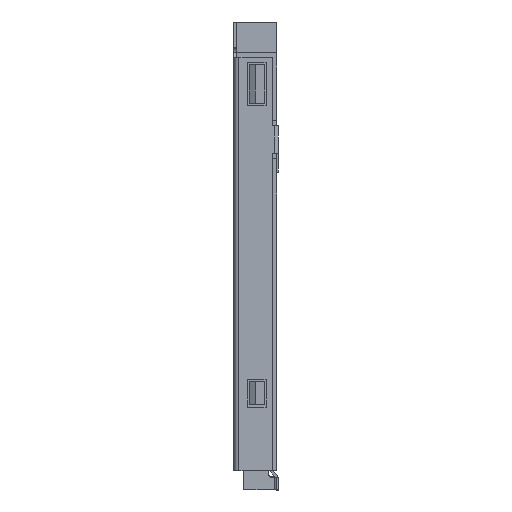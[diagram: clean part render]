
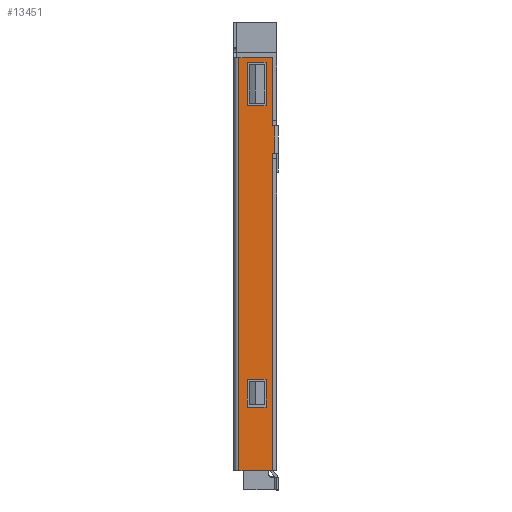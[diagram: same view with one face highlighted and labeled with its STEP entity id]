
A CAD part, left-side view. The second image highlights one B-rep face of the part: STEP entity #13451.
In plain terms, the highlighted planar face has unit normal (-1, 0, 0).
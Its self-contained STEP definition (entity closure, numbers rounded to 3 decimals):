
#50 = CARTESIAN_POINT ( 'NONE',  ( -14.2, 0.15, 20.5 ) ) ;
#507 = CARTESIAN_POINT ( 'NONE',  ( -14.2, 2.45, 26.7 ) ) ;
#690 = ORIENTED_EDGE ( 'NONE', *, *, #1813, .T. ) ;
#833 = EDGE_CURVE ( 'NONE', #3236, #8146, #12218, .T. ) ;
#979 = EDGE_CURVE ( 'NONE', #7015, #2643, #5926, .T. ) ;
#1174 = ORIENTED_EDGE ( 'NONE', *, *, #833, .F. ) ;
#1290 = CARTESIAN_POINT ( 'NONE',  ( -14.2, 0.15, 20.5 ) ) ;
#1312 = VECTOR ( 'NONE', #12941, 1000. ) ;
#1364 = FACE_OUTER_BOUND ( 'NONE', #4756, .T. ) ;
#1381 = EDGE_CURVE ( 'NONE', #10524, #5143, #13706, .T. ) ;
#1456 = VECTOR ( 'NONE', #2324, 1000. ) ;
#1541 = DIRECTION ( 'NONE',  ( 0., 0., 1. ) ) ;
#1542 = LINE ( 'NONE', #507, #6168 ) ;
#1654 = LINE ( 'NONE', #13836, #13942 ) ;
#1813 = EDGE_CURVE ( 'NONE', #7415, #13487, #2774, .T. ) ;
#1881 = CARTESIAN_POINT ( 'NONE',  ( -14.2, 1.9, 4.1 ) ) ;
#1894 = VECTOR ( 'NONE', #7214, 1000. ) ;
#2192 = LINE ( 'NONE', #1881, #3941 ) ;
#2324 = DIRECTION ( 'NONE',  ( 0., 1., 0. ) ) ;
#2596 = DIRECTION ( 'NONE',  ( 0., 0., 1. ) ) ;
#2643 = VERTEX_POINT ( 'NONE', #11413 ) ;
#2774 = LINE ( 'NONE', #5321, #5802 ) ;
#2920 = FACE_BOUND ( 'NONE', #15591, .T. ) ;
#3211 = VERTEX_POINT ( 'NONE', #3393 ) ;
#3236 = VERTEX_POINT ( 'NONE', #3317 ) ;
#3317 = CARTESIAN_POINT ( 'NONE',  ( -14.2, 0.3, 0. ) ) ;
#3393 = CARTESIAN_POINT ( 'NONE',  ( -14.2, 0.15, 20.5 ) ) ;
#3461 = CARTESIAN_POINT ( 'NONE',  ( -14.2, 0.3, 0. ) ) ;
#3551 = LINE ( 'NONE', #50, #11807 ) ;
#3609 = VERTEX_POINT ( 'NONE', #9439 ) ;
#3817 = DIRECTION ( 'NONE',  ( 0., 1., 0. ) ) ;
#3913 = CARTESIAN_POINT ( 'NONE',  ( -14.2, 0.7, 5.9 ) ) ;
#3932 = EDGE_CURVE ( 'NONE', #11274, #8146, #1542, .T. ) ;
#3941 = VECTOR ( 'NONE', #11673, 1000. ) ;
#4113 = VERTEX_POINT ( 'NONE', #12255 ) ;
#4145 = ORIENTED_EDGE ( 'NONE', *, *, #7188, .F. ) ;
#4155 = CARTESIAN_POINT ( 'NONE',  ( -14.2, 1.9, 23.6 ) ) ;
#4177 = VECTOR ( 'NONE', #8853, 1000. ) ;
#4238 = VECTOR ( 'NONE', #1541, 1000. ) ;
#4278 = CARTESIAN_POINT ( 'NONE',  ( -14.2, 0.7, 23.6 ) ) ;
#4287 = VERTEX_POINT ( 'NONE', #8378 ) ;
#4405 = LINE ( 'NONE', #9274, #13927 ) ;
#4574 = DIRECTION ( 'NONE',  ( 0., -1., 0. ) ) ;
#4713 = VERTEX_POINT ( 'NONE', #15359 ) ;
#4756 = EDGE_LOOP ( 'NONE', ( #7060, #15160, #1174, #9885, #4145, #11275, #8103, #9125 ) ) ;
#5037 = EDGE_CURVE ( 'NONE', #2643, #7511, #1654, .T. ) ;
#5143 = VERTEX_POINT ( 'NONE', #8020 ) ;
#5321 = CARTESIAN_POINT ( 'NONE',  ( -14.2, 0.7, 26.4 ) ) ;
#5393 = DIRECTION ( 'NONE',  ( 0., -1., 0. ) ) ;
#5791 = CARTESIAN_POINT ( 'NONE',  ( -14.2, 1.9, 4.1 ) ) ;
#5802 = VECTOR ( 'NONE', #7867, 1000. ) ;
#5926 = LINE ( 'NONE', #14299, #10793 ) ;
#6168 = VECTOR ( 'NONE', #7588, 1000. ) ;
#6251 = EDGE_CURVE ( 'NONE', #11274, #10524, #7703, .T. ) ;
#6941 = EDGE_CURVE ( 'NONE', #4113, #11517, #11173, .T. ) ;
#6972 = ORIENTED_EDGE ( 'NONE', *, *, #6941, .T. ) ;
#7015 = VERTEX_POINT ( 'NONE', #3913 ) ;
#7060 = ORIENTED_EDGE ( 'NONE', *, *, #6251, .F. ) ;
#7188 = EDGE_CURVE ( 'NONE', #3211, #3609, #14506, .T. ) ;
#7214 = DIRECTION ( 'NONE',  ( 0., 0., 1. ) ) ;
#7415 = VERTEX_POINT ( 'NONE', #13619 ) ;
#7511 = VERTEX_POINT ( 'NONE', #5791 ) ;
#7588 = DIRECTION ( 'NONE',  ( 0., 0., -1. ) ) ;
#7703 = LINE ( 'NONE', #10025, #14440 ) ;
#7721 = EDGE_CURVE ( 'NONE', #3211, #4713, #3551, .T. ) ;
#7771 = EDGE_CURVE ( 'NONE', #3236, #3609, #11037, .T. ) ;
#7867 = DIRECTION ( 'NONE',  ( 0., 0., -1. ) ) ;
#8020 = CARTESIAN_POINT ( 'NONE',  ( -14.2, 0.3, 22.3 ) ) ;
#8090 = LINE ( 'NONE', #14285, #1312 ) ;
#8103 = ORIENTED_EDGE ( 'NONE', *, *, #8852, .F. ) ;
#8146 = VERTEX_POINT ( 'NONE', #8671 ) ;
#8249 = CARTESIAN_POINT ( 'NONE',  ( -14.2, 2.45, 26.7 ) ) ;
#8378 = CARTESIAN_POINT ( 'NONE',  ( -14.2, 0.7, 4.1 ) ) ;
#8671 = CARTESIAN_POINT ( 'NONE',  ( -14.2, 2.45, 0. ) ) ;
#8687 = DIRECTION ( 'NONE',  ( 1., 0., 0. ) ) ;
#8802 = EDGE_CURVE ( 'NONE', #7511, #4287, #2192, .T. ) ;
#8852 = EDGE_CURVE ( 'NONE', #5143, #4713, #14058, .T. ) ;
#8853 = DIRECTION ( 'NONE',  ( 0., 0., -1. ) ) ;
#9125 = ORIENTED_EDGE ( 'NONE', *, *, #1381, .F. ) ;
#9191 = ORIENTED_EDGE ( 'NONE', *, *, #10352, .F. ) ;
#9255 = ORIENTED_EDGE ( 'NONE', *, *, #8802, .F. ) ;
#9274 = CARTESIAN_POINT ( 'NONE',  ( -14.2, 0.7, 23.6 ) ) ;
#9439 = CARTESIAN_POINT ( 'NONE',  ( -14.2, 0.3, 20.5 ) ) ;
#9475 = ORIENTED_EDGE ( 'NONE', *, *, #979, .F. ) ;
#9758 = DIRECTION ( 'NONE',  ( 0., 1., 0. ) ) ;
#9885 = ORIENTED_EDGE ( 'NONE', *, *, #7771, .T. ) ;
#9892 = PLANE ( 'NONE',  #10095 ) ;
#10025 = CARTESIAN_POINT ( 'NONE',  ( -14.2, 2.45, 26.7 ) ) ;
#10095 = AXIS2_PLACEMENT_3D ( 'NONE', #14740, #8687, #3817 ) ;
#10109 = VECTOR ( 'NONE', #13161, 1000. ) ;
#10352 = EDGE_CURVE ( 'NONE', #7415, #11517, #11657, .T. ) ;
#10524 = VERTEX_POINT ( 'NONE', #12266 ) ;
#10793 = VECTOR ( 'NONE', #10795, 1000. ) ;
#10795 = DIRECTION ( 'NONE',  ( 0., 1., 0. ) ) ;
#11037 = LINE ( 'NONE', #13266, #1894 ) ;
#11173 = LINE ( 'NONE', #4155, #4238 ) ;
#11274 = VERTEX_POINT ( 'NONE', #8249 ) ;
#11275 = ORIENTED_EDGE ( 'NONE', *, *, #7721, .T. ) ;
#11413 = CARTESIAN_POINT ( 'NONE',  ( -14.2, 1.9, 5.9 ) ) ;
#11517 = VERTEX_POINT ( 'NONE', #12768 ) ;
#11657 = LINE ( 'NONE', #15238, #10109 ) ;
#11673 = DIRECTION ( 'NONE',  ( 0., -1., 0. ) ) ;
#11807 = VECTOR ( 'NONE', #2596, 1000. ) ;
#12177 = ORIENTED_EDGE ( 'NONE', *, *, #5037, .F. ) ;
#12187 = FACE_BOUND ( 'NONE', #12917, .T. ) ;
#12218 = LINE ( 'NONE', #3461, #13579 ) ;
#12255 = CARTESIAN_POINT ( 'NONE',  ( -14.2, 1.9, 23.6 ) ) ;
#12266 = CARTESIAN_POINT ( 'NONE',  ( -14.2, 0.3, 26.7 ) ) ;
#12668 = EDGE_CURVE ( 'NONE', #13487, #4113, #4405, .T. ) ;
#12722 = DIRECTION ( 'NONE',  ( 0., 0., -1. ) ) ;
#12768 = CARTESIAN_POINT ( 'NONE',  ( -14.2, 1.9, 26.4 ) ) ;
#12850 = VECTOR ( 'NONE', #4574, 1000. ) ;
#12917 = EDGE_LOOP ( 'NONE', ( #690, #13794, #6972, #9191 ) ) ;
#12941 = DIRECTION ( 'NONE',  ( 0., 0., 1. ) ) ;
#13093 = CARTESIAN_POINT ( 'NONE',  ( -14.2, 0.3, 22.3 ) ) ;
#13161 = DIRECTION ( 'NONE',  ( 0., 1., 0. ) ) ;
#13266 = CARTESIAN_POINT ( 'NONE',  ( -14.2, 0.3, 0. ) ) ;
#13451 = ADVANCED_FACE ( 'NONE', ( #12187, #2920, #1364 ), #9892, .F. ) ;
#13487 = VERTEX_POINT ( 'NONE', #4278 ) ;
#13579 = VECTOR ( 'NONE', #9758, 1000. ) ;
#13619 = CARTESIAN_POINT ( 'NONE',  ( -14.2, 0.7, 26.4 ) ) ;
#13706 = LINE ( 'NONE', #13781, #4177 ) ;
#13781 = CARTESIAN_POINT ( 'NONE',  ( -14.2, 0.3, 26.7 ) ) ;
#13794 = ORIENTED_EDGE ( 'NONE', *, *, #12668, .T. ) ;
#13836 = CARTESIAN_POINT ( 'NONE',  ( -14.2, 1.9, 5.9 ) ) ;
#13843 = EDGE_CURVE ( 'NONE', #4287, #7015, #8090, .T. ) ;
#13927 = VECTOR ( 'NONE', #14049, 1000. ) ;
#13942 = VECTOR ( 'NONE', #12722, 1000. ) ;
#14049 = DIRECTION ( 'NONE',  ( 0., 1., 0. ) ) ;
#14058 = LINE ( 'NONE', #13093, #12850 ) ;
#14285 = CARTESIAN_POINT ( 'NONE',  ( -14.2, 0.7, 4.1 ) ) ;
#14299 = CARTESIAN_POINT ( 'NONE',  ( -14.2, 0.7, 5.9 ) ) ;
#14440 = VECTOR ( 'NONE', #5393, 1000. ) ;
#14506 = LINE ( 'NONE', #1290, #1456 ) ;
#14740 = CARTESIAN_POINT ( 'NONE',  ( -14.2, 1.375, 13.35 ) ) ;
#15160 = ORIENTED_EDGE ( 'NONE', *, *, #3932, .T. ) ;
#15238 = CARTESIAN_POINT ( 'NONE',  ( -14.2, 0.7, 26.4 ) ) ;
#15359 = CARTESIAN_POINT ( 'NONE',  ( -14.2, 0.15, 22.3 ) ) ;
#15440 = ORIENTED_EDGE ( 'NONE', *, *, #13843, .F. ) ;
#15591 = EDGE_LOOP ( 'NONE', ( #15440, #9255, #12177, #9475 ) ) ;
